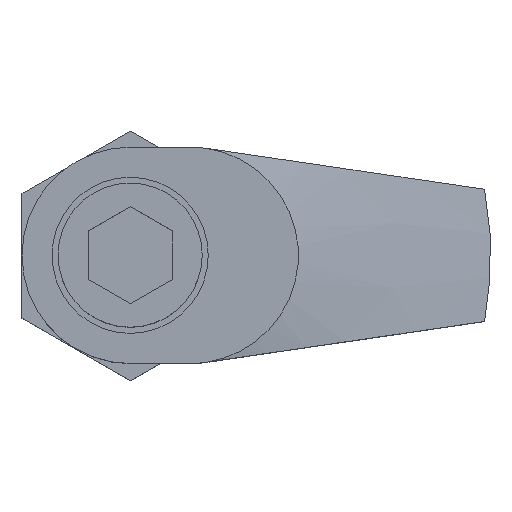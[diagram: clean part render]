
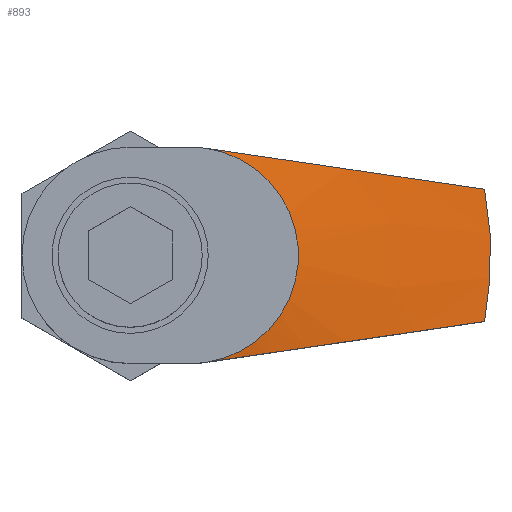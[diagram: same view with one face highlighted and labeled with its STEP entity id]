
A CAD part, top view. The second image highlights one B-rep face of the part: STEP entity #893.
In plain terms, the highlighted conical face has half-angle 79.38 degrees and reference radius 62.01 mm.
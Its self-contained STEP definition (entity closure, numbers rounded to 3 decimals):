
#42 = DIRECTION ( 'NONE',  ( 0., 0., -1. ) ) ;
#88 = AXIS2_PLACEMENT_3D ( 'NONE', #968, #42, #194 ) ;
#113 = CARTESIAN_POINT ( 'NONE',  ( 51.299, -12.128, 55.311 ) ) ;
#172 = CARTESIAN_POINT ( 'NONE',  ( 51.296, 12.129, 55.312 ) ) ;
#194 = DIRECTION ( 'NONE',  ( -1., 0., 0. ) ) ;
#198 = ORIENTED_EDGE ( 'NONE', *, *, #1927, .T. ) ;
#207 = VERTEX_POINT ( 'NONE', #594 ) ;
#234 = VERTEX_POINT ( 'NONE', #1413 ) ;
#365 = B_SPLINE_CURVE_WITH_KNOTS ( 'NONE', 3,
 ( #858, #1010, #1644, #1651, #563 ),
 .UNSPECIFIED., .F., .F.,
 ( 4, 1, 4 ),
 ( 0., 0.011, 0.022 ),
 .UNSPECIFIED. ) ;
#374 = CARTESIAN_POINT ( 'NONE',  ( 32.032, 14.958, 58.389 ) ) ;
#421 = EDGE_CURVE ( 'NONE', #1753, #1782, #1425, .T. ) ;
#459 = CARTESIAN_POINT ( 'NONE',  ( 26.253, -15.806, 59.135 ) ) ;
#526 = CARTESIAN_POINT ( 'NONE',  ( 26.227, 15.81, 59.138 ) ) ;
#555 = CARTESIAN_POINT ( 'NONE',  ( 58.983, 11., 53.962 ) ) ;
#563 = CARTESIAN_POINT ( 'NONE',  ( 58.983, 11., 53.962 ) ) ;
#581 = CARTESIAN_POINT ( 'NONE',  ( 32.05, -14.955, 58.386 ) ) ;
#594 = CARTESIAN_POINT ( 'NONE',  ( 58.983, -11., 53.962 ) ) ;
#605 = CARTESIAN_POINT ( 'NONE',  ( 12.615, -17.809, 60. ) ) ;
#653 = CARTESIAN_POINT ( 'NONE',  ( 33.963, 14.674, 58.111 ) ) ;
#661 = FACE_OUTER_BOUND ( 'NONE', #1516, .T. ) ;
#664 = CARTESIAN_POINT ( 'NONE',  ( 58.983, 11., 53.962 ) ) ;
#749 = CARTESIAN_POINT ( 'NONE',  ( 16.535, -17.233, 59.937 ) ) ;
#794 = DIRECTION ( 'NONE',  ( -1., 0., 0. ) ) ;
#858 = CARTESIAN_POINT ( 'NONE',  ( 58.983, -11., 53.962 ) ) ;
#861 = CONICAL_SURFACE ( 'NONE', #955, 62.01, 1.385 ) ;
#893 = ADVANCED_FACE ( 'NONE', ( #661 ), #861, .T. ) ;
#902 = CARTESIAN_POINT ( 'NONE',  ( 33.979, -14.672, 58.109 ) ) ;
#955 = AXIS2_PLACEMENT_3D ( 'NONE', #1099, #1133, #794 ) ;
#958 = CARTESIAN_POINT ( 'NONE',  ( 39.751, 13.824, 57.24 ) ) ;
#968 = CARTESIAN_POINT ( 'NONE',  ( 10., 0., 60. ) ) ;
#982 = CARTESIAN_POINT ( 'NONE',  ( 14.569, 17.522, 60. ) ) ;
#991 = CARTESIAN_POINT ( 'NONE',  ( 43.601, 13.259, 56.61 ) ) ;
#992 = ORIENTED_EDGE ( 'NONE', *, *, #421, .F. ) ;
#1010 = CARTESIAN_POINT ( 'NONE',  ( 59.667, -7.333, 53.987 ) ) ;
#1044 = EDGE_CURVE ( 'NONE', #1753, #234, #1974, .T. ) ;
#1054 = CARTESIAN_POINT ( 'NONE',  ( 20.434, -16.661, 59.706 ) ) ;
#1072 = CARTESIAN_POINT ( 'NONE',  ( 22.377, -16.376, 59.539 ) ) ;
#1081 = CARTESIAN_POINT ( 'NONE',  ( 12.615, 17.809, 60. ) ) ;
#1099 = CARTESIAN_POINT ( 'NONE',  ( 10., 0., 51.748 ) ) ;
#1113 = CARTESIAN_POINT ( 'NONE',  ( 22.35, 16.379, 59.541 ) ) ;
#1133 = DIRECTION ( 'NONE',  ( 0., 0., -1. ) ) ;
#1227 = CARTESIAN_POINT ( 'NONE',  ( 39.76, -13.823, 57.238 ) ) ;
#1239 = CARTESIAN_POINT ( 'NONE',  ( 43.608, -13.258, 56.609 ) ) ;
#1333 = EDGE_CURVE ( 'NONE', #207, #234, #1948, .T. ) ;
#1413 = CARTESIAN_POINT ( 'NONE',  ( 12.615, -17.809, 60. ) ) ;
#1425 = B_SPLINE_CURVE_WITH_KNOTS ( 'NONE', 3,
 ( #1081, #982, #1587, #1631, #1113, #526, #1917, #374, #653, #958, #991, #172, #1771, #664 ),
 .UNSPECIFIED., .F., .F.,
 ( 4, 2, 2, 2, 2, 2, 4 ),
 ( 0., 0.006, 0.012, 0.018, 0.024, 0.035, 0.047 ),
 .UNSPECIFIED. ) ;
#1516 = EDGE_LOOP ( 'NONE', ( #1878, #1675, #198, #992 ) ) ;
#1546 = CARTESIAN_POINT ( 'NONE',  ( 58.983, -11., 53.962 ) ) ;
#1587 = CARTESIAN_POINT ( 'NONE',  ( 16.519, 17.236, 59.938 ) ) ;
#1629 = CARTESIAN_POINT ( 'NONE',  ( 12.615, 17.809, 60. ) ) ;
#1631 = CARTESIAN_POINT ( 'NONE',  ( 20.409, 16.665, 59.708 ) ) ;
#1644 = CARTESIAN_POINT ( 'NONE',  ( 60.333, 0., 54.013 ) ) ;
#1651 = CARTESIAN_POINT ( 'NONE',  ( 59.667, 7.333, 53.987 ) ) ;
#1675 = ORIENTED_EDGE ( 'NONE', *, *, #1333, .F. ) ;
#1715 = CARTESIAN_POINT ( 'NONE',  ( 55.142, -11.564, 54.642 ) ) ;
#1753 = VERTEX_POINT ( 'NONE', #1629 ) ;
#1771 = CARTESIAN_POINT ( 'NONE',  ( 55.14, 11.564, 54.642 ) ) ;
#1782 = VERTEX_POINT ( 'NONE', #555 ) ;
#1851 = CARTESIAN_POINT ( 'NONE',  ( 28.187, -15.522, 58.899 ) ) ;
#1878 = ORIENTED_EDGE ( 'NONE', *, *, #1044, .T. ) ;
#1917 = CARTESIAN_POINT ( 'NONE',  ( 28.163, 15.526, 58.902 ) ) ;
#1927 = EDGE_CURVE ( 'NONE', #207, #1782, #365, .T. ) ;
#1948 = B_SPLINE_CURVE_WITH_KNOTS ( 'NONE', 3,
 ( #1546, #1715, #113, #1239, #1227, #902, #581, #1851, #459, #1072, #1054, #749, #1979, #605 ),
 .UNSPECIFIED., .F., .F.,
 ( 4, 2, 2, 2, 2, 2, 4 ),
 ( 0., 0.012, 0.024, 0.03, 0.035, 0.041, 0.047 ),
 .UNSPECIFIED. ) ;
#1974 = CIRCLE ( 'NONE', #88, 18. ) ;
#1979 = CARTESIAN_POINT ( 'NONE',  ( 14.579, -17.521, 60. ) ) ;
